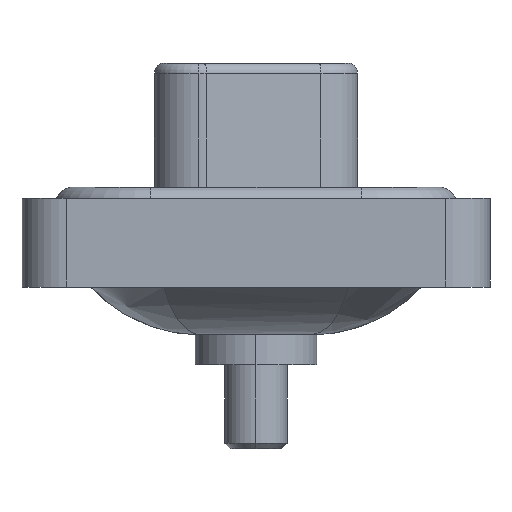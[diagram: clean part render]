
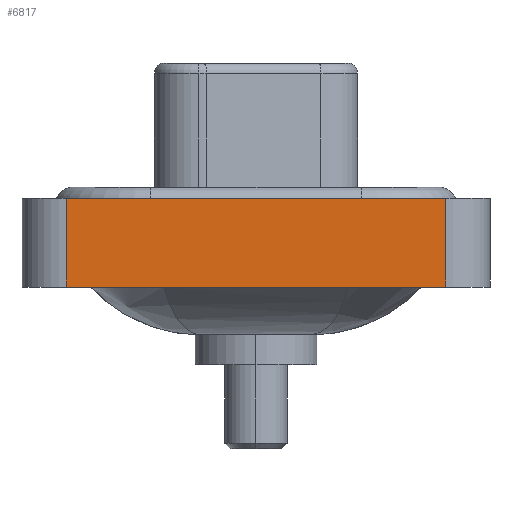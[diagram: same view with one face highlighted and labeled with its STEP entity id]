
A CAD part, left-side view. The second image highlights one B-rep face of the part: STEP entity #6817.
In plain terms, the highlighted planar face has unit normal (-1, 0, 0).
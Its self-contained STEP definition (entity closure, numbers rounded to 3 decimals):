
#198 = DIRECTION ( 'NONE',  ( 0., 0., 1. ) ) ;
#541 = VECTOR ( 'NONE', #3957, 1000. ) ;
#919 = EDGE_LOOP ( 'NONE', ( #1770, #17815, #13659, #5808 ) ) ;
#982 = CARTESIAN_POINT ( 'NONE',  ( -7.3, -8.55, -3.6 ) ) ;
#1764 = DIRECTION ( 'NONE',  ( 0., -1., 0. ) ) ;
#1770 = ORIENTED_EDGE ( 'NONE', *, *, #17162, .T. ) ;
#2064 = CARTESIAN_POINT ( 'NONE',  ( -7.3, 8.55, -3.6 ) ) ;
#2234 = DIRECTION ( 'NONE',  ( 0., 0., 1. ) ) ;
#3040 = CARTESIAN_POINT ( 'NONE',  ( -7.3, -8.55, -3.6 ) ) ;
#3730 = LINE ( 'NONE', #15694, #10094 ) ;
#3957 = DIRECTION ( 'NONE',  ( 0., -1., 0. ) ) ;
#5207 = VERTEX_POINT ( 'NONE', #7868 ) ;
#5808 = ORIENTED_EDGE ( 'NONE', *, *, #12877, .T. ) ;
#6569 = VERTEX_POINT ( 'NONE', #2064 ) ;
#6817 = ADVANCED_FACE ( 'NONE', ( #7667 ), #16497, .T. ) ;
#7419 = LINE ( 'NONE', #13395, #9154 ) ;
#7667 = FACE_OUTER_BOUND ( 'NONE', #919, .T. ) ;
#7868 = CARTESIAN_POINT ( 'NONE',  ( -7.3, -8.55, -3.6 ) ) ;
#8880 = EDGE_CURVE ( 'NONE', #6569, #18328, #7419, .T. ) ;
#8886 = AXIS2_PLACEMENT_3D ( 'NONE', #3040, #9054, #198 ) ;
#9054 = DIRECTION ( 'NONE',  ( -1., 0., 0. ) ) ;
#9154 = VECTOR ( 'NONE', #19370, 1000. ) ;
#10094 = VECTOR ( 'NONE', #2234, 1000. ) ;
#12877 = EDGE_CURVE ( 'NONE', #6569, #5207, #14440, .T. ) ;
#13395 = CARTESIAN_POINT ( 'NONE',  ( -7.3, 8.55, -3.6 ) ) ;
#13659 = ORIENTED_EDGE ( 'NONE', *, *, #8880, .F. ) ;
#13871 = CARTESIAN_POINT ( 'NONE',  ( -7.3, -8.55, 0.4 ) ) ;
#14440 = LINE ( 'NONE', #982, #541 ) ;
#15674 = VERTEX_POINT ( 'NONE', #13871 ) ;
#15694 = CARTESIAN_POINT ( 'NONE',  ( -7.3, -8.55, -3.6 ) ) ;
#15811 = CARTESIAN_POINT ( 'NONE',  ( -7.3, 8.55, 0.4 ) ) ;
#16030 = EDGE_CURVE ( 'NONE', #18328, #15674, #16694, .T. ) ;
#16497 = PLANE ( 'NONE',  #8886 ) ;
#16694 = LINE ( 'NONE', #18459, #16936 ) ;
#16936 = VECTOR ( 'NONE', #1764, 1000. ) ;
#17162 = EDGE_CURVE ( 'NONE', #5207, #15674, #3730, .T. ) ;
#17815 = ORIENTED_EDGE ( 'NONE', *, *, #16030, .F. ) ;
#18328 = VERTEX_POINT ( 'NONE', #15811 ) ;
#18459 = CARTESIAN_POINT ( 'NONE',  ( -7.3, -8.55, 0.4 ) ) ;
#19370 = DIRECTION ( 'NONE',  ( 0., 0., 1. ) ) ;
